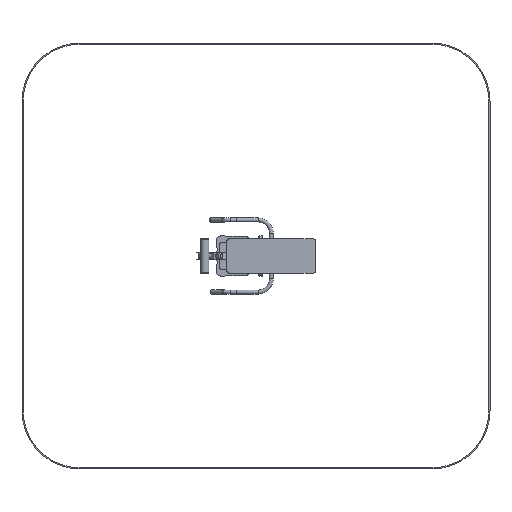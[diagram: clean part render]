
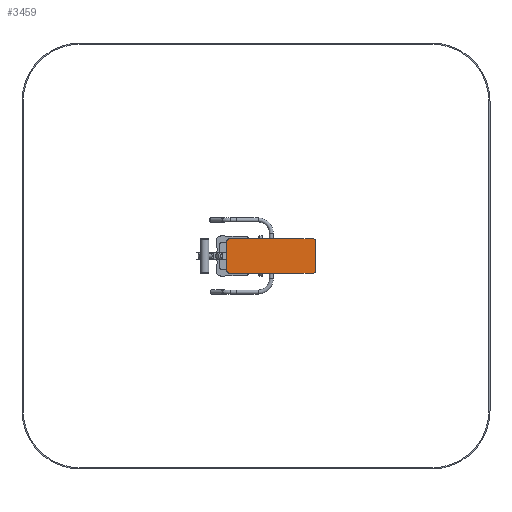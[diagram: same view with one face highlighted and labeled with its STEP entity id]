
A CAD part, front view. The second image highlights one B-rep face of the part: STEP entity #3459.
In plain terms, the highlighted planar face has unit normal (0, -1, 0).
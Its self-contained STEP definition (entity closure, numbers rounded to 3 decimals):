
#3459=ADVANCED_FACE('',(#5412),#5414,.F.);
#5412=FACE_BOUND('',#5413,.T.);
#5413=EDGE_LOOP('',(#7575,#7576,#7577,#7578,#7579,#7580,#7581,#7582));
#5414=PLANE('',#5415);
#5415=AXIS2_PLACEMENT_3D('',#5416,#5417,#5418);
#5416=CARTESIAN_POINT('',(0.,0.,0.));
#5417=DIRECTION('',(0.,1.,0.));
#5418=DIRECTION('',(1.,0.,0.));
#7575=ORIENTED_EDGE('',*,*,#8648,.F.);
#7576=ORIENTED_EDGE('',*,*,#8649,.F.);
#7577=ORIENTED_EDGE('',*,*,#8650,.F.);
#7578=ORIENTED_EDGE('',*,*,#8651,.F.);
#7579=ORIENTED_EDGE('',*,*,#8652,.F.);
#7580=ORIENTED_EDGE('',*,*,#8653,.F.);
#7581=ORIENTED_EDGE('',*,*,#8654,.F.);
#7582=ORIENTED_EDGE('',*,*,#8655,.F.);
#8648=EDGE_CURVE('',#9747,#9748,#9749,.T.);
#8649=EDGE_CURVE('',#9750,#9747,#9751,.T.);
#8650=EDGE_CURVE('',#9752,#9750,#9753,.T.);
#8651=EDGE_CURVE('',#9754,#9752,#9755,.T.);
#8652=EDGE_CURVE('',#9756,#9754,#9757,.T.);
#8653=EDGE_CURVE('',#9758,#9756,#9759,.T.);
#8654=EDGE_CURVE('',#9760,#9758,#9761,.T.);
#8655=EDGE_CURVE('',#9748,#9760,#9762,.T.);
#9747=VERTEX_POINT('',#12078);
#9748=VERTEX_POINT('',#12079);
#9749=LINE('',#12080,#12081);
#9750=VERTEX_POINT('',#12083);
#9751=CIRCLE('',#12084,20.);
#9752=VERTEX_POINT('',#12088);
#9753=LINE('',#12089,#12090);
#9754=VERTEX_POINT('',#12092);
#9755=CIRCLE('',#12093,20.);
#9756=VERTEX_POINT('',#12097);
#9757=LINE('',#12098,#12099);
#9758=VERTEX_POINT('',#12101);
#9759=CIRCLE('',#12102,20.);
#9760=VERTEX_POINT('',#12106);
#9761=LINE('',#12107,#12108);
#9762=CIRCLE('',#12110,20.);
#12078=CARTESIAN_POINT('',(12.5,0.,-1.5));
#12079=CARTESIAN_POINT('',(732.5,0.,-1.5));
#12080=CARTESIAN_POINT('',(12.5,0.,-1.5));
#12081=VECTOR('',#12082,1.);
#12082=DIRECTION('',(1.,0.,0.));
#12083=CARTESIAN_POINT('',(-7.5,0.,-21.5));
#12084=AXIS2_PLACEMENT_3D('',#12085,#12086,#12087);
#12085=CARTESIAN_POINT('',(12.5,0.,-21.5));
#12086=DIRECTION('',(0.,1.,0.));
#12087=DIRECTION('',(-1.,0.,0.));
#12088=CARTESIAN_POINT('',(-7.5,0.,-278.5));
#12089=CARTESIAN_POINT('',(-7.5,0.,-278.5));
#12090=VECTOR('',#12091,1.);
#12091=DIRECTION('',(0.,0.,1.));
#12092=CARTESIAN_POINT('',(12.5,0.,-298.5));
#12093=AXIS2_PLACEMENT_3D('',#12094,#12095,#12096);
#12094=CARTESIAN_POINT('',(12.5,0.,-278.5));
#12095=DIRECTION('',(0.,1.,0.));
#12096=DIRECTION('',(0.,0.,-1.));
#12097=CARTESIAN_POINT('',(732.5,0.,-298.5));
#12098=CARTESIAN_POINT('',(732.5,0.,-298.5));
#12099=VECTOR('',#12100,1.);
#12100=DIRECTION('',(-1.,0.,0.));
#12101=CARTESIAN_POINT('',(752.5,0.,-278.5));
#12102=AXIS2_PLACEMENT_3D('',#12103,#12104,#12105);
#12103=CARTESIAN_POINT('',(732.5,0.,-278.5));
#12104=DIRECTION('',(0.,1.,0.));
#12105=DIRECTION('',(1.,0.,0.));
#12106=CARTESIAN_POINT('',(752.5,0.,-21.5));
#12107=CARTESIAN_POINT('',(752.5,0.,-21.5));
#12108=VECTOR('',#12109,1.);
#12109=DIRECTION('',(0.,0.,-1.));
#12110=AXIS2_PLACEMENT_3D('',#12111,#12112,#12113);
#12111=CARTESIAN_POINT('',(732.5,0.,-21.5));
#12112=DIRECTION('',(0.,1.,0.));
#12113=DIRECTION('',(0.,0.,1.));
